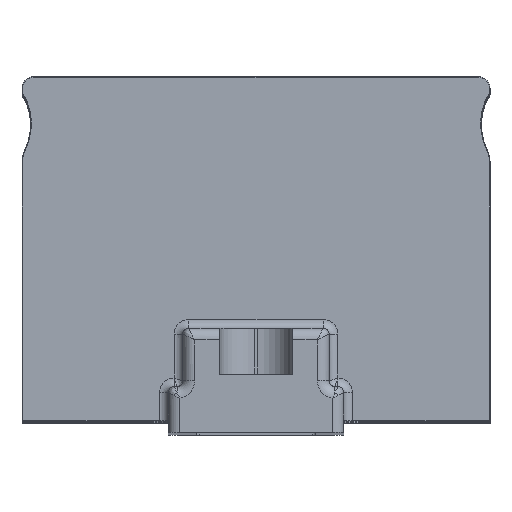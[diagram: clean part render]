
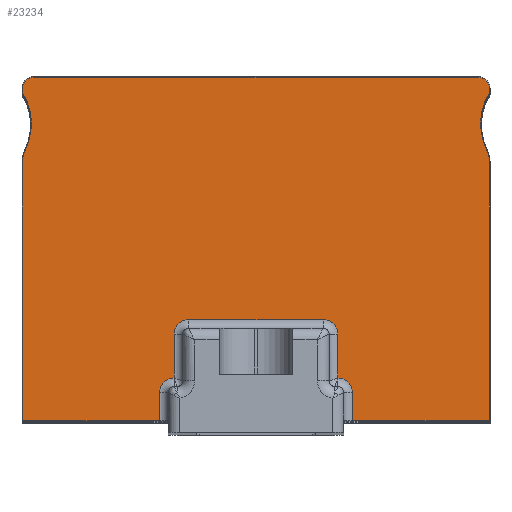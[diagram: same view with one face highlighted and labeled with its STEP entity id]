
A CAD part, top view. The second image highlights one B-rep face of the part: STEP entity #23234.
In plain terms, the highlighted planar face has unit normal (0, 0, 1).
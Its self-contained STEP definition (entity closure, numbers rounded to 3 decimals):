
#1412=DIRECTION('',(0.,-1.,0.));
#1413=VECTOR('',#1412,44.262);
#1414=CARTESIAN_POINT('',(-39.9,46.262,254.));
#1415=LINE('',#1414,#1413);
#1416=CARTESIAN_POINT('',(-35.,46.262,254.));
#1417=DIRECTION('',(0.,0.,1.));
#1418=DIRECTION('',(-0.9,0.436,0.));
#1419=AXIS2_PLACEMENT_3D('',#1416,#1417,#1418);
#1421=CARTESIAN_POINT('',(-48.5,52.8,254.));
#1422=DIRECTION('',(0.,0.,-1.));
#1423=DIRECTION('',(0.857,0.515,0.));
#1424=AXIS2_PLACEMENT_3D('',#1421,#1422,#1423);
#1426=CARTESIAN_POINT('',(-39.5,58.208,254.));
#1427=DIRECTION('',(0.,0.,1.));
#1428=DIRECTION('',(-1.,0.,0.));
#1429=AXIS2_PLACEMENT_3D('',#1426,#1427,#1428);
#1431=DIRECTION('',(0.,-1.,0.));
#1432=VECTOR('',#1431,0.592);
#1433=CARTESIAN_POINT('',(-39.9,58.8,254.));
#1434=LINE('',#1433,#1432);
#1435=CARTESIAN_POINT('',(-38.,58.8,254.));
#1436=DIRECTION('',(0.,0.,1.));
#1437=DIRECTION('',(0.,1.,0.));
#1438=AXIS2_PLACEMENT_3D('',#1435,#1436,#1437);
#1440=DIRECTION('',(-1.,0.,0.));
#1441=VECTOR('',#1440,76.);
#1442=CARTESIAN_POINT('',(38.,60.7,254.));
#1443=LINE('',#1442,#1441);
#1444=CARTESIAN_POINT('',(38.,58.8,254.));
#1445=DIRECTION('',(0.,0.,1.));
#1446=DIRECTION('',(1.,0.,0.));
#1447=AXIS2_PLACEMENT_3D('',#1444,#1445,#1446);
#1449=DIRECTION('',(0.,1.,0.));
#1450=VECTOR('',#1449,0.592);
#1451=CARTESIAN_POINT('',(39.9,58.208,254.));
#1452=LINE('',#1451,#1450);
#1453=CARTESIAN_POINT('',(39.5,58.208,254.));
#1454=DIRECTION('',(0.,0.,1.));
#1455=DIRECTION('',(0.857,-0.515,0.));
#1456=AXIS2_PLACEMENT_3D('',#1453,#1454,#1455);
#1458=CARTESIAN_POINT('',(48.5,52.8,254.));
#1459=DIRECTION('',(0.,0.,-1.));
#1460=DIRECTION('',(-0.9,-0.436,0.));
#1461=AXIS2_PLACEMENT_3D('',#1458,#1459,#1460);
#1463=CARTESIAN_POINT('',(35.,46.262,254.));
#1464=DIRECTION('',(0.,0.,1.));
#1465=DIRECTION('',(1.,0.,0.));
#1466=AXIS2_PLACEMENT_3D('',#1463,#1464,#1465);
#1468=DIRECTION('',(0.,1.,0.));
#1469=VECTOR('',#1468,44.262);
#1470=CARTESIAN_POINT('',(39.9,2.,254.));
#1471=LINE('',#1470,#1469);
#1472=DIRECTION('',(-1.,0.,0.));
#1473=VECTOR('',#1472,23.4);
#1474=CARTESIAN_POINT('',(39.9,2.,254.));
#1475=LINE('',#1474,#1473);
#1476=DIRECTION('',(0.,1.,0.));
#1477=VECTOR('',#1476,4.8);
#1478=CARTESIAN_POINT('',(16.5,2.,254.));
#1479=LINE('',#1478,#1477);
#1480=CARTESIAN_POINT('',(14.,6.8,254.));
#1481=DIRECTION('',(0.,0.,1.));
#1482=DIRECTION('',(1.,0.,0.));
#1483=AXIS2_PLACEMENT_3D('',#1480,#1481,#1482);
#1485=CARTESIAN_POINT('',(14.,9.3,254.));
#1486=CARTESIAN_POINT('',(14.,9.65,254.));
#1487=CARTESIAN_POINT('',(14.,10.336,254.));
#1488=CARTESIAN_POINT('',(14.,11.318,254.));
#1489=CARTESIAN_POINT('',(14.,12.267,254.));
#1490=CARTESIAN_POINT('',(14.,13.189,254.));
#1491=CARTESIAN_POINT('',(14.,14.094,254.));
#1492=CARTESIAN_POINT('',(14.,14.992,254.));
#1493=CARTESIAN_POINT('',(14.,15.889,254.));
#1494=CARTESIAN_POINT('',(14.,16.495,254.));
#1495=CARTESIAN_POINT('',(14.,16.8,254.));
#1497=CARTESIAN_POINT('',(11.5,16.8,254.));
#1498=DIRECTION('',(0.,0.,1.));
#1499=DIRECTION('',(1.,0.,0.));
#1500=AXIS2_PLACEMENT_3D('',#1497,#1498,#1499);
#1502=DIRECTION('',(-1.,0.,0.));
#1503=VECTOR('',#1502,23.);
#1504=CARTESIAN_POINT('',(11.5,19.3,254.));
#1505=LINE('',#1504,#1503);
#1506=CARTESIAN_POINT('',(-11.5,16.8,254.));
#1507=DIRECTION('',(0.,0.,1.));
#1508=DIRECTION('',(0.,1.,0.));
#1509=AXIS2_PLACEMENT_3D('',#1506,#1507,#1508);
#1511=CARTESIAN_POINT('',(-14.,16.8,254.));
#1512=CARTESIAN_POINT('',(-14.,16.495,254.));
#1513=CARTESIAN_POINT('',(-14.,15.889,254.));
#1514=CARTESIAN_POINT('',(-14.,14.992,254.));
#1515=CARTESIAN_POINT('',(-14.,14.094,254.));
#1516=CARTESIAN_POINT('',(-14.,13.189,254.));
#1517=CARTESIAN_POINT('',(-14.,12.267,254.));
#1518=CARTESIAN_POINT('',(-14.,11.318,254.));
#1519=CARTESIAN_POINT('',(-14.,10.336,254.));
#1520=CARTESIAN_POINT('',(-14.,9.65,254.));
#1521=CARTESIAN_POINT('',(-14.,9.3,254.));
#1523=CARTESIAN_POINT('',(-14.,6.8,254.));
#1524=DIRECTION('',(0.,0.,1.));
#1525=DIRECTION('',(0.,1.,0.));
#1526=AXIS2_PLACEMENT_3D('',#1523,#1524,#1525);
#1528=DIRECTION('',(0.,-1.,0.));
#1529=VECTOR('',#1528,4.8);
#1530=CARTESIAN_POINT('',(-16.5,6.8,254.));
#1531=LINE('',#1530,#1529);
#1532=DIRECTION('',(-1.,0.,0.));
#1533=VECTOR('',#1532,23.4);
#1534=CARTESIAN_POINT('',(-16.5,2.,254.));
#1535=LINE('',#1534,#1533);
#20387=CARTESIAN_POINT('',(16.5,2.,254.));
#20388=CARTESIAN_POINT('',(16.5,6.8,254.));
#20389=VERTEX_POINT('',#20387);
#20390=VERTEX_POINT('',#20388);
#20391=CARTESIAN_POINT('',(14.,9.3,254.));
#20392=VERTEX_POINT('',#20391);
#20396=VERTEX_POINT('',#1511);
#20397=VERTEX_POINT('',#1521);
#20400=CARTESIAN_POINT('',(-11.5,19.3,254.));
#20401=VERTEX_POINT('',#20400);
#20404=CARTESIAN_POINT('',(11.5,19.3,254.));
#20405=VERTEX_POINT('',#20404);
#20408=CARTESIAN_POINT('',(14.,16.8,254.));
#20409=VERTEX_POINT('',#20408);
#20413=CARTESIAN_POINT('',(-16.5,6.8,254.));
#20414=CARTESIAN_POINT('',(-16.5,2.,254.));
#20415=VERTEX_POINT('',#20413);
#20416=VERTEX_POINT('',#20414);
#21014=CARTESIAN_POINT('',(-39.9,2.,254.));
#21016=VERTEX_POINT('',#21014);
#21020=CARTESIAN_POINT('',(-39.9,46.262,254.));
#21021=VERTEX_POINT('',#21020);
#21022=CARTESIAN_POINT('',(-39.41,48.398,254.));
#21023=VERTEX_POINT('',#21022);
#21026=CARTESIAN_POINT('',(-39.843,58.002,254.));
#21027=VERTEX_POINT('',#21026);
#21032=CARTESIAN_POINT('',(-39.9,58.8,254.));
#21033=CARTESIAN_POINT('',(-39.9,58.208,254.));
#21034=VERTEX_POINT('',#21032);
#21035=VERTEX_POINT('',#21033);
#21038=CARTESIAN_POINT('',(-38.,60.7,254.));
#21039=VERTEX_POINT('',#21038);
#21042=CARTESIAN_POINT('',(38.,60.7,254.));
#21043=VERTEX_POINT('',#21042);
#21046=CARTESIAN_POINT('',(39.9,58.8,254.));
#21047=VERTEX_POINT('',#21046);
#21050=CARTESIAN_POINT('',(39.9,58.208,254.));
#21051=VERTEX_POINT('',#21050);
#21056=CARTESIAN_POINT('',(39.41,48.398,254.));
#21057=CARTESIAN_POINT('',(39.843,58.002,254.));
#21058=VERTEX_POINT('',#21056);
#21059=VERTEX_POINT('',#21057);
#21062=CARTESIAN_POINT('',(39.9,46.262,254.));
#21063=VERTEX_POINT('',#21062);
#21067=CARTESIAN_POINT('',(39.9,2.,254.));
#21069=VERTEX_POINT('',#21067);
#23180=CARTESIAN_POINT('',(0.,0.,254.));
#23181=DIRECTION('',(0.,0.,1.));
#23182=DIRECTION('',(1.,0.,0.));
#23183=AXIS2_PLACEMENT_3D('',#23180,#23181,#23182);
#23184=PLANE('',#23183);
#23186=ORIENTED_EDGE('',*,*,#23185,.F.);
#23188=ORIENTED_EDGE('',*,*,#23187,.F.);
#23190=ORIENTED_EDGE('',*,*,#23189,.F.);
#23192=ORIENTED_EDGE('',*,*,#23191,.F.);
#23194=ORIENTED_EDGE('',*,*,#23193,.F.);
#23196=ORIENTED_EDGE('',*,*,#23195,.F.);
#23198=ORIENTED_EDGE('',*,*,#23197,.F.);
#23200=ORIENTED_EDGE('',*,*,#23199,.F.);
#23202=ORIENTED_EDGE('',*,*,#23201,.F.);
#23204=ORIENTED_EDGE('',*,*,#23203,.F.);
#23206=ORIENTED_EDGE('',*,*,#23205,.F.);
#23208=ORIENTED_EDGE('',*,*,#23207,.F.);
#23210=ORIENTED_EDGE('',*,*,#23209,.F.);
#23212=ORIENTED_EDGE('',*,*,#23211,.T.);
#23214=ORIENTED_EDGE('',*,*,#23213,.T.);
#23216=ORIENTED_EDGE('',*,*,#23215,.T.);
#23218=ORIENTED_EDGE('',*,*,#23217,.T.);
#23220=ORIENTED_EDGE('',*,*,#23219,.T.);
#23222=ORIENTED_EDGE('',*,*,#23221,.T.);
#23224=ORIENTED_EDGE('',*,*,#23223,.T.);
#23226=ORIENTED_EDGE('',*,*,#23225,.T.);
#23227=ORIENTED_EDGE('',*,*,#23170,.T.);
#23229=ORIENTED_EDGE('',*,*,#23228,.T.);
#23231=ORIENTED_EDGE('',*,*,#23230,.T.);
#23232=EDGE_LOOP('',(#23186,#23188,#23190,#23192,#23194,#23196,#23198,#23200,
#23202,#23204,#23206,#23208,#23210,#23212,#23214,#23216,#23218,#23220,#23222,
#23224,#23226,#23227,#23229,#23231));
#23233=FACE_OUTER_BOUND('',#23232,.F.);
#23234=ADVANCED_FACE('',(#23233),#23184,.T.);
#1420=CIRCLE('',#1419,4.9);
#1425=CIRCLE('',#1424,10.1);
#1430=CIRCLE('',#1429,0.4);
#1439=CIRCLE('',#1438,1.9);
#1448=CIRCLE('',#1447,1.9);
#1457=CIRCLE('',#1456,0.4);
#1462=CIRCLE('',#1461,10.1);
#1467=CIRCLE('',#1466,4.9);
#1484=CIRCLE('',#1483,2.5);
#1496=B_SPLINE_CURVE_WITH_KNOTS('',3,(#1485,#1486,#1487,#1488,#1489,#1490,#1491,
#1492,#1493,#1494,#1495),.UNSPECIFIED.,.F.,.F.,(4,1,1,1,1,1,1,1,4),(0.,
0.125,0.25,0.375,0.5,0.625,0.75,0.875,1.),.UNSPECIFIED.);
#1501=CIRCLE('',#1500,2.5);
#1510=CIRCLE('',#1509,2.5);
#1522=B_SPLINE_CURVE_WITH_KNOTS('',3,(#1511,#1512,#1513,#1514,#1515,#1516,#1517,
#1518,#1519,#1520,#1521),.UNSPECIFIED.,.F.,.F.,(4,1,1,1,1,1,1,1,4),(0.,
0.125,0.25,0.375,0.5,0.625,0.75,0.875,1.),.UNSPECIFIED.);
#1527=CIRCLE('',#1526,2.5);
#23170=EDGE_CURVE('',#20397,#20415,#1527,.T.);
#23185=EDGE_CURVE('',#21021,#21016,#1415,.T.);
#23187=EDGE_CURVE('',#21023,#21021,#1420,.T.);
#23189=EDGE_CURVE('',#21027,#21023,#1425,.T.);
#23191=EDGE_CURVE('',#21035,#21027,#1430,.T.);
#23193=EDGE_CURVE('',#21034,#21035,#1434,.T.);
#23195=EDGE_CURVE('',#21039,#21034,#1439,.T.);
#23197=EDGE_CURVE('',#21043,#21039,#1443,.T.);
#23199=EDGE_CURVE('',#21047,#21043,#1448,.T.);
#23201=EDGE_CURVE('',#21051,#21047,#1452,.T.);
#23203=EDGE_CURVE('',#21059,#21051,#1457,.T.);
#23205=EDGE_CURVE('',#21058,#21059,#1462,.T.);
#23207=EDGE_CURVE('',#21063,#21058,#1467,.T.);
#23209=EDGE_CURVE('',#21069,#21063,#1471,.T.);
#23211=EDGE_CURVE('',#21069,#20389,#1475,.T.);
#23213=EDGE_CURVE('',#20389,#20390,#1479,.T.);
#23215=EDGE_CURVE('',#20390,#20392,#1484,.T.);
#23217=EDGE_CURVE('',#20392,#20409,#1496,.T.);
#23219=EDGE_CURVE('',#20409,#20405,#1501,.T.);
#23221=EDGE_CURVE('',#20405,#20401,#1505,.T.);
#23223=EDGE_CURVE('',#20401,#20396,#1510,.T.);
#23225=EDGE_CURVE('',#20396,#20397,#1522,.T.);
#23228=EDGE_CURVE('',#20415,#20416,#1531,.T.);
#23230=EDGE_CURVE('',#20416,#21016,#1535,.T.);
